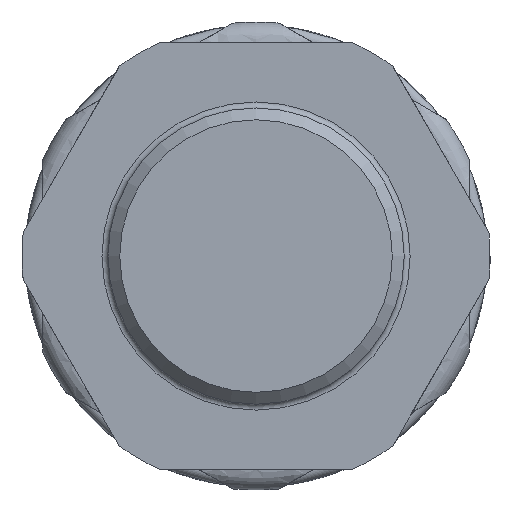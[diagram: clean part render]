
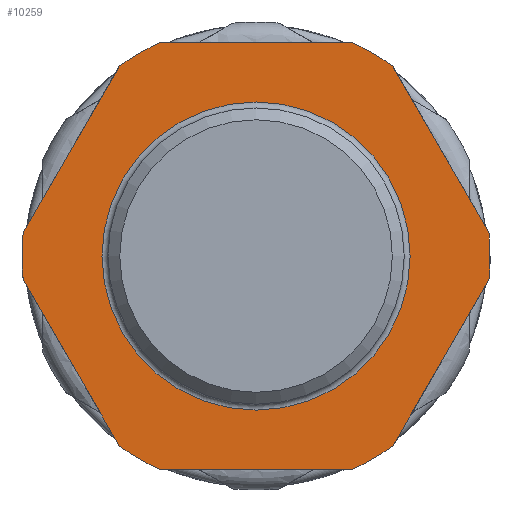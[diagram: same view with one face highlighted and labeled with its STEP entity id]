
A CAD part, left-side view. The second image highlights one B-rep face of the part: STEP entity #10259.
In plain terms, the highlighted planar face has unit normal (-1, 0, 0).
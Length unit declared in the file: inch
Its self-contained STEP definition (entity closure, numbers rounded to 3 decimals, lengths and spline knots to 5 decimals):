
#15=FACE_BOUND('',#2190,.T.);
#593=LINE('',#17481,#1007);
#596=LINE('',#17511,#1010);
#599=LINE('',#17541,#1013);
#602=LINE('',#17571,#1016);
#605=LINE('',#17601,#1019);
#608=LINE('',#17631,#1022);
#1007=VECTOR('',#13060,0.3937);
#1010=VECTOR('',#13065,0.3937);
#1013=VECTOR('',#13070,0.3937);
#1016=VECTOR('',#13075,0.3937);
#1019=VECTOR('',#13080,0.3937);
#1022=VECTOR('',#13085,0.3937);
#1325=PLANE('',#11144);
#1634=FACE_OUTER_BOUND('',#2189,.T.);
#2189=EDGE_LOOP('',(#7514,#7515,#7516,#7517,#7518,#7519,#7520,#7521,#7522,
#7523,#7524,#7525));
#2190=EDGE_LOOP('',(#7526,#7527));
#2798=CIRCLE('',#11135,0.77756);
#2799=CIRCLE('',#11137,0.77756);
#2800=CIRCLE('',#11139,0.77756);
#2801=CIRCLE('',#11141,0.77756);
#2802=CIRCLE('',#11143,0.77756);
#2803=CIRCLE('',#11145,0.77756);
#2804=CIRCLE('',#11146,0.51181);
#2805=CIRCLE('',#11147,0.51181);
#3958=VERTEX_POINT('',#17478);
#3959=VERTEX_POINT('',#17480);
#3962=VERTEX_POINT('',#17508);
#3963=VERTEX_POINT('',#17510);
#3966=VERTEX_POINT('',#17538);
#3967=VERTEX_POINT('',#17540);
#3970=VERTEX_POINT('',#17568);
#3971=VERTEX_POINT('',#17570);
#3974=VERTEX_POINT('',#17598);
#3975=VERTEX_POINT('',#17600);
#3978=VERTEX_POINT('',#17628);
#3979=VERTEX_POINT('',#17630);
#3983=VERTEX_POINT('',#17659);
#3984=VERTEX_POINT('',#17660);
#5222=EDGE_CURVE('',#3959,#3958,#593,.T.);
#5226=EDGE_CURVE('',#3963,#3962,#596,.T.);
#5230=EDGE_CURVE('',#3967,#3966,#599,.T.);
#5234=EDGE_CURVE('',#3971,#3970,#602,.T.);
#5238=EDGE_CURVE('',#3975,#3974,#605,.T.);
#5242=EDGE_CURVE('',#3979,#3978,#608,.T.);
#5254=EDGE_CURVE('',#3967,#3970,#2798,.T.);
#5255=EDGE_CURVE('',#3979,#3966,#2799,.T.);
#5256=EDGE_CURVE('',#3963,#3974,#2800,.T.);
#5257=EDGE_CURVE('',#3971,#3962,#2801,.T.);
#5258=EDGE_CURVE('',#3959,#3978,#2802,.T.);
#5259=EDGE_CURVE('',#3975,#3958,#2803,.T.);
#5260=EDGE_CURVE('',#3983,#3984,#2804,.T.);
#5261=EDGE_CURVE('',#3984,#3983,#2805,.T.);
#7514=ORIENTED_EDGE('',*,*,#5222,.T.);
#7515=ORIENTED_EDGE('',*,*,#5259,.F.);
#7516=ORIENTED_EDGE('',*,*,#5238,.T.);
#7517=ORIENTED_EDGE('',*,*,#5256,.F.);
#7518=ORIENTED_EDGE('',*,*,#5226,.T.);
#7519=ORIENTED_EDGE('',*,*,#5257,.F.);
#7520=ORIENTED_EDGE('',*,*,#5234,.T.);
#7521=ORIENTED_EDGE('',*,*,#5254,.F.);
#7522=ORIENTED_EDGE('',*,*,#5230,.T.);
#7523=ORIENTED_EDGE('',*,*,#5255,.F.);
#7524=ORIENTED_EDGE('',*,*,#5242,.T.);
#7525=ORIENTED_EDGE('',*,*,#5258,.F.);
#7526=ORIENTED_EDGE('',*,*,#5260,.T.);
#7527=ORIENTED_EDGE('',*,*,#5261,.T.);
#10259=ADVANCED_FACE('',(#1634,#15),#1325,.T.);
#11135=AXIS2_PLACEMENT_3D('',#17648,#13111,#13112);
#11137=AXIS2_PLACEMENT_3D('',#17650,#13115,#13116);
#11139=AXIS2_PLACEMENT_3D('',#17652,#13119,#13120);
#11141=AXIS2_PLACEMENT_3D('',#17654,#13123,#13124);
#11143=AXIS2_PLACEMENT_3D('',#17656,#13127,#13128);
#11144=AXIS2_PLACEMENT_3D('',#17657,#13129,#13130);
#11145=AXIS2_PLACEMENT_3D('',#17658,#13131,#13132);
#11146=AXIS2_PLACEMENT_3D('',#17661,#13133,#13134);
#11147=AXIS2_PLACEMENT_3D('',#17662,#13135,#13136);
#13060=DIRECTION('',(0.,1.,0.));
#13065=DIRECTION('',(0.,-0.5,-0.866));
#13070=DIRECTION('',(0.,-0.5,0.866));
#13075=DIRECTION('',(0.,-1.,0.));
#13080=DIRECTION('',(0.,0.5,-0.866));
#13085=DIRECTION('',(0.,0.5,0.866));
#13111=DIRECTION('center_axis',(1.,0.,0.));
#13112=DIRECTION('ref_axis',(0.,0.,
1.));
#13115=DIRECTION('center_axis',(1.,0.,0.));
#13116=DIRECTION('ref_axis',(0.,0.,
1.));
#13119=DIRECTION('center_axis',(1.,0.,0.));
#13120=DIRECTION('ref_axis',(0.,0.,
1.));
#13123=DIRECTION('center_axis',(1.,0.,0.));
#13124=DIRECTION('ref_axis',(0.,0.,
1.));
#13127=DIRECTION('center_axis',(1.,0.,0.));
#13128=DIRECTION('ref_axis',(0.,0.,
1.));
#13129=DIRECTION('center_axis',(-1.,0.,0.));
#13130=DIRECTION('ref_axis',(0.,0.,
-1.));
#13131=DIRECTION('center_axis',(1.,0.,0.));
#13132=DIRECTION('ref_axis',(0.,0.,
1.));
#13133=DIRECTION('center_axis',(1.,0.,0.));
#13134=DIRECTION('ref_axis',(0.,0.,
1.));
#13135=DIRECTION('center_axis',(1.,0.,0.));
#13136=DIRECTION('ref_axis',(0.,0.,
1.));
#17478=CARTESIAN_POINT('',(-1.22835,0.32,0.70866));
#17480=CARTESIAN_POINT('',(-1.22835,-0.32,0.70866));
#17481=CARTESIAN_POINT('',(-1.22835,-0.54878,0.70866));
#17508=CARTESIAN_POINT('',(-1.22835,0.45372,-0.63145));
#17510=CARTESIAN_POINT('',(-1.22835,0.77372,-0.07721));
#17511=CARTESIAN_POINT('',(-1.22835,0.59652,-0.38412));
#17538=CARTESIAN_POINT('',(-1.22835,-0.77372,-0.07721));
#17540=CARTESIAN_POINT('',(-1.22835,-0.45372,-0.63145));
#17541=CARTESIAN_POINT('',(-1.22835,-0.63091,-0.32455));
#17568=CARTESIAN_POINT('',(-1.22835,-0.32,-0.70866));
#17570=CARTESIAN_POINT('',(-1.22835,0.32,-0.70866));
#17571=CARTESIAN_POINT('',(-1.22835,-0.22878,-0.70866));
#17598=CARTESIAN_POINT('',(-1.22835,0.77372,0.07721));
#17600=CARTESIAN_POINT('',(-1.22835,0.45372,0.63145));
#17601=CARTESIAN_POINT('',(-1.22835,0.43653,0.66124));
#17628=CARTESIAN_POINT('',(-1.22835,-0.45372,0.63145));
#17630=CARTESIAN_POINT('',(-1.22835,-0.77372,0.07721));
#17631=CARTESIAN_POINT('',(-1.22835,-0.79091,0.04742));
#17648=CARTESIAN_POINT('Origin',(-1.22835,0.,
0.));
#17650=CARTESIAN_POINT('Origin',(-1.22835,0.,
0.));
#17652=CARTESIAN_POINT('Origin',(-1.22835,0.,
0.));
#17654=CARTESIAN_POINT('Origin',(-1.22835,0.,
0.));
#17656=CARTESIAN_POINT('Origin',(-1.22835,0.,
0.));
#17657=CARTESIAN_POINT('Origin',(-1.22835,-0.77756,0.));
#17658=CARTESIAN_POINT('Origin',(-1.22835,0.,
0.));
#17659=CARTESIAN_POINT('',(-1.22835,-0.51181,0.));
#17660=CARTESIAN_POINT('',(-1.22835,0.,-0.51181));
#17661=CARTESIAN_POINT('Origin',(-1.22835,0.,
0.));
#17662=CARTESIAN_POINT('Origin',(-1.22835,0.,
0.));
